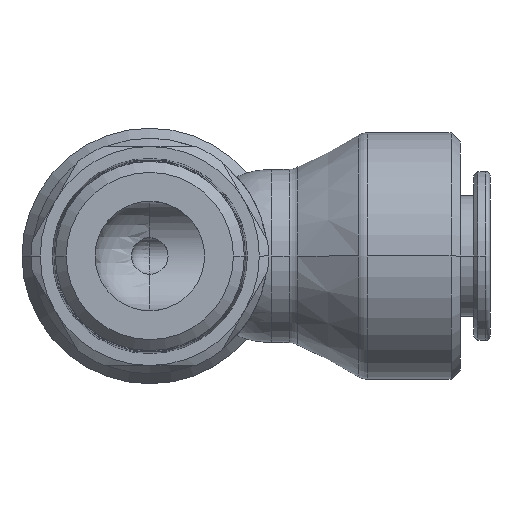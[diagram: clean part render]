
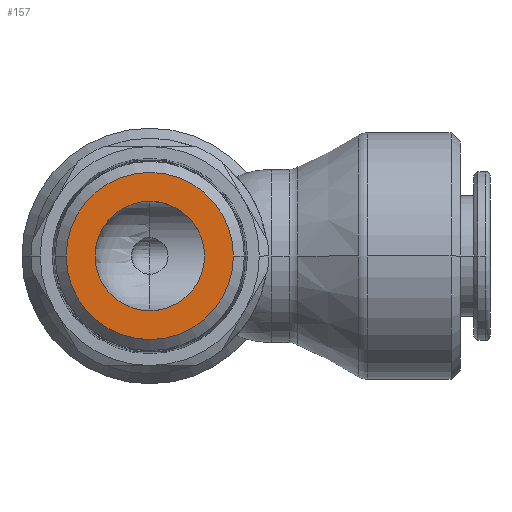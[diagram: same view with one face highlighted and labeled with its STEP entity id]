
A CAD part, front view. The second image highlights one B-rep face of the part: STEP entity #157.
In plain terms, the highlighted planar face has unit normal (0, -1, 0).
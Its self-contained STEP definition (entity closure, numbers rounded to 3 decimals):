
#157=ADVANCED_FACE('',(#439,#440),#441,.T.);
#439=FACE_BOUND('',#775,.T.);
#440=FACE_OUTER_BOUND('',#776,.T.);
#441=PLANE('',#777);
#775=EDGE_LOOP('',(#1741,#1742));
#776=EDGE_LOOP('',(#1743,#1744));
#777=AXIS2_PLACEMENT_3D('',#1745,#1746,#1747);
#1741=ORIENTED_EDGE('',*,*,#2381,.T.);
#1742=ORIENTED_EDGE('',*,*,#2357,.T.);
#1743=ORIENTED_EDGE('',*,*,#2248,.F.);
#1744=ORIENTED_EDGE('',*,*,#2439,.F.);
#1745=CARTESIAN_POINT('',(4.58,-17.8,0.0));
#1746=DIRECTION('',(-0.0,-1.0,-0.0));
#1747=DIRECTION('',(-1.0,0.0,0.0));
#2248=EDGE_CURVE('',#2724,#2727,#2728,.T.);
#2357=EDGE_CURVE('',#2924,#2930,#2932,.T.);
#2381=EDGE_CURVE('',#2930,#2924,#2969,.T.);
#2439=EDGE_CURVE('',#2727,#2724,#3039,.T.);
#2724=VERTEX_POINT('',#3574);
#2727=VERTEX_POINT('',#3578);
#2728=CIRCLE('',#3579,9.159);
#2924=VERTEX_POINT('',#3827);
#2930=VERTEX_POINT('',#3834);
#2932=CIRCLE('',#3837,6.0);
#2969=CIRCLE('',#3956,6.0);
#3039=CIRCLE('',#4088,9.159);
#3574=CARTESIAN_POINT('',(9.159,-17.8,0.0));
#3578=CARTESIAN_POINT('',(-9.159,-17.8,0.));
#3579=AXIS2_PLACEMENT_3D('',#4655,#4656,#4657);
#3827=CARTESIAN_POINT('',(6.0,-17.8,0.));
#3834=CARTESIAN_POINT('',(-6.0,-17.8,0.));
#3837=AXIS2_PLACEMENT_3D('',#4909,#4910,#4911);
#3956=AXIS2_PLACEMENT_3D('',#4963,#4964,#4965);
#4088=AXIS2_PLACEMENT_3D('',#5109,#5110,#5111);
#4655=CARTESIAN_POINT('',(0.0,-17.8,0.0));
#4656=DIRECTION('',(-0.0,1.0,0.0));
#4657=DIRECTION('',(1.0,0.0,0.0));
#4909=CARTESIAN_POINT('',(0.0,-17.8,0.0));
#4910=DIRECTION('',(-0.0,1.0,0.0));
#4911=DIRECTION('',(1.0,0.0,0.0));
#4963=CARTESIAN_POINT('',(0.0,-17.8,0.0));
#4964=DIRECTION('',(-0.0,1.0,0.0));
#4965=DIRECTION('',(1.0,0.0,0.0));
#5109=CARTESIAN_POINT('',(0.0,-17.8,0.0));
#5110=DIRECTION('',(-0.0,1.0,0.0));
#5111=DIRECTION('',(1.0,0.0,0.0));
